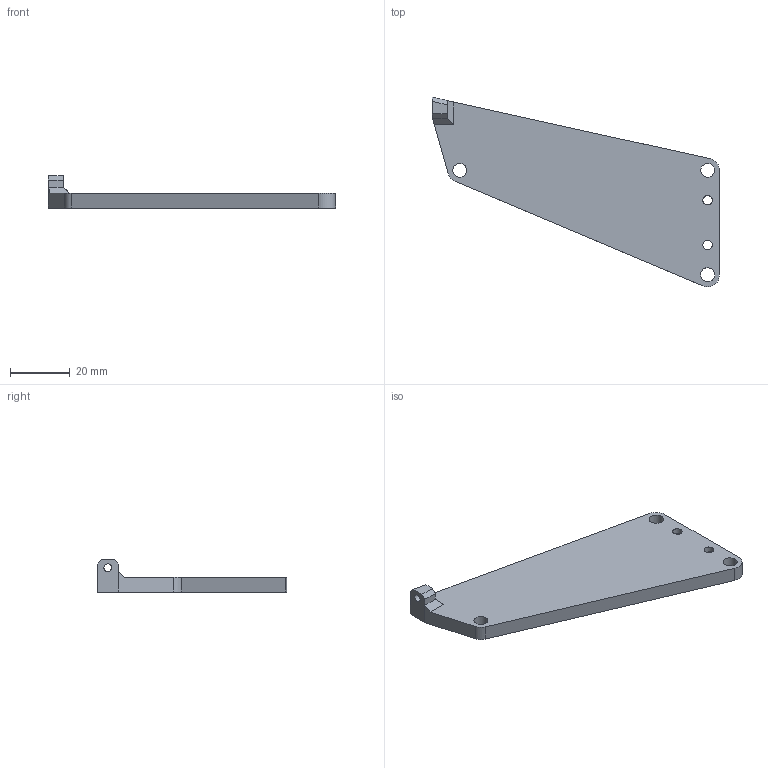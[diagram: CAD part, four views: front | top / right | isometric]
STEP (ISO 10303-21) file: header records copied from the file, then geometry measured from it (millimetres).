
FILE_DESCRIPTION(('HOOPS Exchange Step'),'2;1');
FILE_NAME('Driver Board Mount.stp','2026-02-26T14:46:56-05:00',('RED'),('Unknown organisation'),'HOOPS Exchange 2025.8','HOOPS Exchange','Unknown authorisation');
FILE_SCHEMA( ('AP203_CONFIGURATION_CONTROLLED_3D_DESIGN_OF_MECHANICAL_PARTS_AND_ASSEMBLIES_MIM_LF') );
Length unit declared in the file: millimetre
Products named in the file (2): 0; root
Assembly tree (1 placements, depth 2):
  root
    0
Bounding box: 96.25 x 63.5 x 10.81 mm (x, y, z)
Volume: 16071.2 mm3; surface area: 8239.7 mm2
Topology: 1 solids, 1 shells, 53 faces, 158 edges, 106 vertices
Faces by surface type: plane 42, cylinder 9, bspline 2
Full cylindrical faces by diameter (mm): 2.599 x1, 4.7 x3, 6 x2
Entity records: 1961 total; most frequent: CARTESIAN_POINT 480, ORIENTED_EDGE 316, DIRECTION 287, EDGE_CURVE 158, VERTEX_POINT 106, VECTOR 103, LINE 103, AXIS2_PLACEMENT_3D 92
